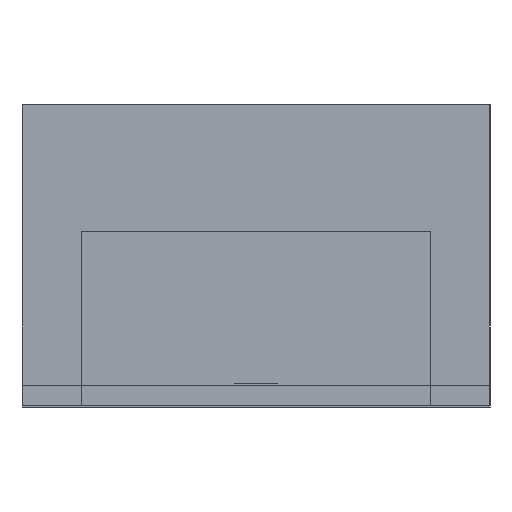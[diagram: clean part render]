
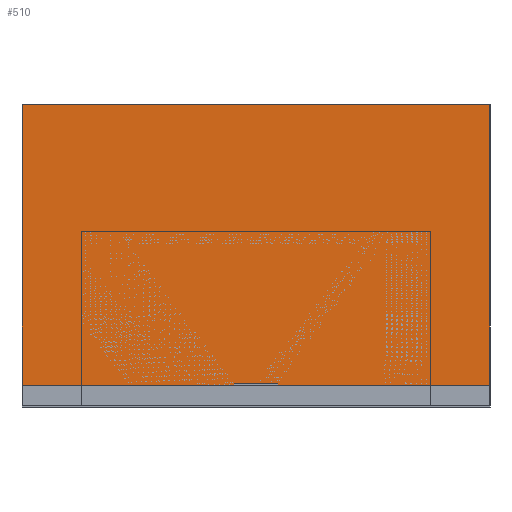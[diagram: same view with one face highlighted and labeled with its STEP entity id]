
A CAD part, left-side view. The second image highlights one B-rep face of the part: STEP entity #510.
In plain terms, the highlighted planar face has unit normal (-1, 0, 0).
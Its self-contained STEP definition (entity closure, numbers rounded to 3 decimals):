
#510=ADVANCED_FACE('',(#880),#881,.F.);
#880=FACE_OUTER_BOUND('',#1323,.T.);
#881=PLANE('',#1324);
#1323=EDGE_LOOP('',(#2486,#2487,#2488,#2489,#2490,#2491,#2492,#2493));
#1324=AXIS2_PLACEMENT_3D('',#2494,#2495,#2496);
#2486=ORIENTED_EDGE('',*,*,#3347,.T.);
#2487=ORIENTED_EDGE('',*,*,#3275,.T.);
#2488=ORIENTED_EDGE('',*,*,#3346,.T.);
#2489=ORIENTED_EDGE('',*,*,#3218,.F.);
#2490=ORIENTED_EDGE('',*,*,#3348,.F.);
#2491=ORIENTED_EDGE('',*,*,#3349,.F.);
#2492=ORIENTED_EDGE('',*,*,#3350,.T.);
#2493=ORIENTED_EDGE('',*,*,#3244,.F.);
#2494=CARTESIAN_POINT('',(0.0,0.0,1.5));
#2495=DIRECTION('',(1.0,0.0,0.0));
#2496=DIRECTION('',(0.0,0.0,-1.0));
#3218=EDGE_CURVE('',#3814,#3816,#3817,.T.);
#3244=EDGE_CURVE('',#3866,#3868,#3869,.T.);
#3275=EDGE_CURVE('',#3926,#3924,#3927,.T.);
#3346=EDGE_CURVE('',#3924,#3816,#4026,.T.);
#3347=EDGE_CURVE('',#3866,#3926,#4027,.T.);
#3348=EDGE_CURVE('',#4028,#3814,#4029,.T.);
#3349=EDGE_CURVE('',#4030,#4028,#4031,.T.);
#3350=EDGE_CURVE('',#4030,#3868,#4032,.T.);
#3814=VERTEX_POINT('',#4720);
#3816=VERTEX_POINT('',#4723);
#3817=LINE('',#4724,#4725);
#3866=VERTEX_POINT('',#4794);
#3868=VERTEX_POINT('',#4797);
#3869=LINE('',#4798,#4799);
#3924=VERTEX_POINT('',#4879);
#3926=VERTEX_POINT('',#4882);
#3927=LINE('',#4883,#4884);
#4026=LINE('',#5049,#5050);
#4027=LINE('',#5051,#5052);
#4028=VERTEX_POINT('',#5053);
#4029=LINE('',#5054,#5055);
#4030=VERTEX_POINT('',#5056);
#4031=LINE('',#5057,#5058);
#4032=LINE('',#5059,#5060);
#4720=CARTESIAN_POINT('',(0.0,-2.5,0.0));
#4723=CARTESIAN_POINT('',(0.0,-0.23,0.0));
#4724=CARTESIAN_POINT('',(0.0,0.0,0.0));
#4725=VECTOR('',#5624,1.0);
#4794=CARTESIAN_POINT('',(0.0,0.23,0.0));
#4797=CARTESIAN_POINT('',(0.0,2.5,0.0));
#4798=CARTESIAN_POINT('',(0.0,0.0,0.0));
#4799=VECTOR('',#5658,1.0);
#4879=CARTESIAN_POINT('',(0.0,-0.23,0.02));
#4882=CARTESIAN_POINT('',(0.0,0.23,0.02));
#4883=CARTESIAN_POINT('',(0.0,0.0,0.02));
#4884=VECTOR('',#5697,1.0);
#5049=CARTESIAN_POINT('',(0.0,-0.23,0.755));
#5050=VECTOR('',#5776,1.0);
#5051=CARTESIAN_POINT('',(0.0,0.23,0.755));
#5052=VECTOR('',#5777,1.0);
#5053=CARTESIAN_POINT('',(0.0,-2.5,3.0));
#5054=CARTESIAN_POINT('',(0.0,-2.5,1.5));
#5055=VECTOR('',#5778,1.0);
#5056=CARTESIAN_POINT('',(0.0,2.5,3.0));
#5057=CARTESIAN_POINT('',(0.0,0.0,3.0));
#5058=VECTOR('',#5779,1.0);
#5059=CARTESIAN_POINT('',(0.0,2.5,1.5));
#5060=VECTOR('',#5780,1.0);
#5624=DIRECTION('',(0.0,1.0,0.0));
#5658=DIRECTION('',(0.0,1.0,0.0));
#5697=DIRECTION('',(0.0,-1.0,0.0));
#5776=DIRECTION('',(0.0,0.0,-1.0));
#5777=DIRECTION('',(-0.0,0.0,1.0));
#5778=DIRECTION('',(0.0,0.0,-1.0));
#5779=DIRECTION('',(0.0,-1.0,0.0));
#5780=DIRECTION('',(0.0,0.0,-1.0));
